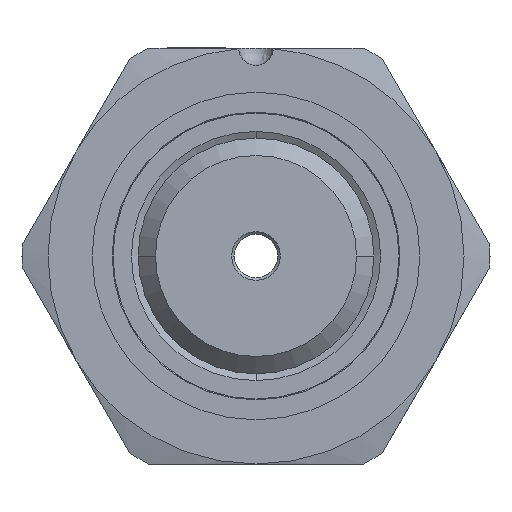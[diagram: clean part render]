
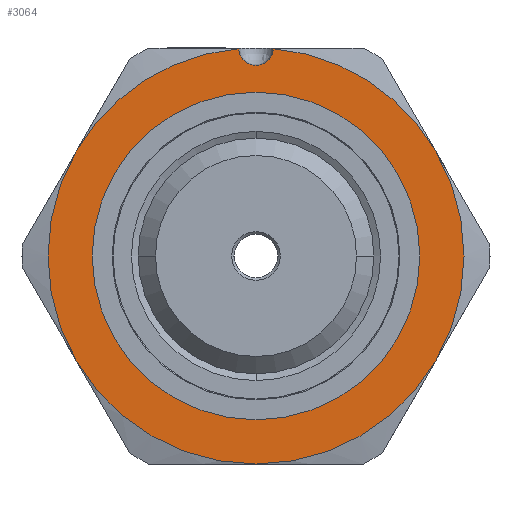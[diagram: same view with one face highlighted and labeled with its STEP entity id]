
A CAD part, front view. The second image highlights one B-rep face of the part: STEP entity #3064.
In plain terms, the highlighted planar face has unit normal (0, -1, 0).
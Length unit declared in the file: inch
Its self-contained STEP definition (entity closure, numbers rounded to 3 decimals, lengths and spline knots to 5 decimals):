
#60 = DIRECTION ( 'NONE',  ( 0., 0., 1. ) ) ;
#124 = CARTESIAN_POINT ( 'NONE',  ( 0., 0.55118, 0. ) ) ;
#362 = EDGE_CURVE ( 'NONE', #2673, #5951, #5158, .T. ) ;
#485 = CARTESIAN_POINT ( 'NONE',  ( 0.37205, 0.55118, 0. ) ) ;
#544 = ORIENTED_EDGE ( 'NONE', *, *, #4050, .F. ) ;
#559 = EDGE_CURVE ( 'NONE', #5951, #2673, #5231, .T. ) ;
#614 = DIRECTION ( 'NONE',  ( 0., 1., 0. ) ) ;
#646 = CARTESIAN_POINT ( 'NONE',  ( 0., 0.55118, 0. ) ) ;
#659 = DIRECTION ( 'NONE',  ( 0., 0., 1. ) ) ;
#722 = FACE_OUTER_BOUND ( 'NONE', #1746, .T. ) ;
#726 = CARTESIAN_POINT ( 'NONE',  ( 0.03934, 0.55118, 0.4708 ) ) ;
#847 = DIRECTION ( 'NONE',  ( 0., 1., 0. ) ) ;
#940 = ORIENTED_EDGE ( 'NONE', *, *, #5290, .F. ) ;
#948 = CARTESIAN_POINT ( 'NONE',  ( 0., 0.55118, 0.47244 ) ) ;
#961 = CIRCLE ( 'NONE', #4609, 0.47244 ) ;
#1074 = CIRCLE ( 'NONE', #3199, 0.03937 ) ;
#1108 = CIRCLE ( 'NONE', #2536, 0.47244 ) ;
#1167 = DIRECTION ( 'NONE',  ( -1., 0., 0. ) ) ;
#1214 = ORIENTED_EDGE ( 'NONE', *, *, #6189, .F. ) ;
#1259 = CARTESIAN_POINT ( 'NONE',  ( -0.40915, 0.55118, 0.23622 ) ) ;
#1357 = ORIENTED_EDGE ( 'NONE', *, *, #362, .F. ) ;
#1380 = CIRCLE ( 'NONE', #1934, 0.47244 ) ;
#1461 = DIRECTION ( 'NONE',  ( 0., 0., 1. ) ) ;
#1620 = EDGE_CURVE ( 'NONE', #6077, #4024, #1074, .T. ) ;
#1746 = EDGE_LOOP ( 'NONE', ( #6152, #1214, #940, #2757, #544, #5110, #4640 ) ) ;
#1838 = DIRECTION ( 'NONE',  ( 0., 0., 1. ) ) ;
#1928 = DIRECTION ( 'NONE',  ( 0., -1., 0. ) ) ;
#1934 = AXIS2_PLACEMENT_3D ( 'NONE', #3981, #847, #4501 ) ;
#1991 = CARTESIAN_POINT ( 'NONE',  ( -0.37205, 0.55118, 0. ) ) ;
#1993 = AXIS2_PLACEMENT_3D ( 'NONE', #646, #4304, #1167 ) ;
#2072 = DIRECTION ( 'NONE',  ( 0., 1., 0. ) ) ;
#2111 = ORIENTED_EDGE ( 'NONE', *, *, #559, .F. ) ;
#2264 = EDGE_CURVE ( 'NONE', #5394, #3745, #6665, .T. ) ;
#2274 = AXIS2_PLACEMENT_3D ( 'NONE', #2817, #6498, #3343 ) ;
#2536 = AXIS2_PLACEMENT_3D ( 'NONE', #5193, #2072, #5736 ) ;
#2571 = VERTEX_POINT ( 'NONE', #6090 ) ;
#2646 = CARTESIAN_POINT ( 'NONE',  ( 0.40915, 0.55118, -0.23622 ) ) ;
#2673 = VERTEX_POINT ( 'NONE', #1991 ) ;
#2757 = ORIENTED_EDGE ( 'NONE', *, *, #2264, .F. ) ;
#2785 = AXIS2_PLACEMENT_3D ( 'NONE', #6003, #4969, #1838 ) ;
#2817 = CARTESIAN_POINT ( 'NONE',  ( 0., 0.55118, 0. ) ) ;
#3033 = VERTEX_POINT ( 'NONE', #4391 ) ;
#3037 = VERTEX_POINT ( 'NONE', #1259 ) ;
#3064 = ADVANCED_FACE ( 'NONE', ( #6461, #722 ), #4449, .F. ) ;
#3187 = DIRECTION ( 'NONE',  ( 0., 1., 0. ) ) ;
#3199 = AXIS2_PLACEMENT_3D ( 'NONE', #948, #4595, #1461 ) ;
#3225 = AXIS2_PLACEMENT_3D ( 'NONE', #5056, #1928, #5599 ) ;
#3226 = CIRCLE ( 'NONE', #3796, 0.47244 ) ;
#3343 = DIRECTION ( 'NONE',  ( 0., 0., 1. ) ) ;
#3424 = CARTESIAN_POINT ( 'NONE',  ( 0., 0.55118, -0.47244 ) ) ;
#3726 = CARTESIAN_POINT ( 'NONE',  ( -0.03934, 0.55118, 0.4708 ) ) ;
#3745 = VERTEX_POINT ( 'NONE', #3424 ) ;
#3756 = CARTESIAN_POINT ( 'NONE',  ( 0., 0.55118, 0. ) ) ;
#3796 = AXIS2_PLACEMENT_3D ( 'NONE', #3756, #614, #4278 ) ;
#3798 = DIRECTION ( 'NONE',  ( 0., 1., 0. ) ) ;
#3981 = CARTESIAN_POINT ( 'NONE',  ( 0., 0.55118, 0. ) ) ;
#4024 = VERTEX_POINT ( 'NONE', #726 ) ;
#4050 = EDGE_CURVE ( 'NONE', #2571, #5394, #5746, .T. ) ;
#4237 = AXIS2_PLACEMENT_3D ( 'NONE', #6347, #3187, #60 ) ;
#4278 = DIRECTION ( 'NONE',  ( 0., 0., 1. ) ) ;
#4304 = DIRECTION ( 'NONE',  ( 0., -1., 0. ) ) ;
#4391 = CARTESIAN_POINT ( 'NONE',  ( -0.40915, 0.55118, -0.23622 ) ) ;
#4449 = PLANE ( 'NONE',  #2785 ) ;
#4501 = DIRECTION ( 'NONE',  ( 0., 0., 1. ) ) ;
#4595 = DIRECTION ( 'NONE',  ( 0., -1., 0. ) ) ;
#4609 = AXIS2_PLACEMENT_3D ( 'NONE', #124, #3798, #659 ) ;
#4640 = ORIENTED_EDGE ( 'NONE', *, *, #1620, .F. ) ;
#4767 = EDGE_LOOP ( 'NONE', ( #1357, #2111 ) ) ;
#4969 = DIRECTION ( 'NONE',  ( 0., 1., 0. ) ) ;
#5056 = CARTESIAN_POINT ( 'NONE',  ( 0., 0.55118, 0. ) ) ;
#5110 = ORIENTED_EDGE ( 'NONE', *, *, #5477, .F. ) ;
#5158 = CIRCLE ( 'NONE', #1993, 0.37205 ) ;
#5193 = CARTESIAN_POINT ( 'NONE',  ( 0., 0.55118, 0. ) ) ;
#5231 = CIRCLE ( 'NONE', #3225, 0.37205 ) ;
#5290 = EDGE_CURVE ( 'NONE', #3745, #3033, #1108, .T. ) ;
#5394 = VERTEX_POINT ( 'NONE', #2646 ) ;
#5477 = EDGE_CURVE ( 'NONE', #4024, #2571, #3226, .T. ) ;
#5599 = DIRECTION ( 'NONE',  ( -1., 0., 0. ) ) ;
#5669 = EDGE_CURVE ( 'NONE', #3037, #6077, #1380, .T. ) ;
#5736 = DIRECTION ( 'NONE',  ( 0., 0., 1. ) ) ;
#5746 = CIRCLE ( 'NONE', #2274, 0.47244 ) ;
#5951 = VERTEX_POINT ( 'NONE', #485 ) ;
#6003 = CARTESIAN_POINT ( 'NONE',  ( 0.03937, 0.55118, 0. ) ) ;
#6077 = VERTEX_POINT ( 'NONE', #3726 ) ;
#6090 = CARTESIAN_POINT ( 'NONE',  ( 0.40915, 0.55118, 0.23622 ) ) ;
#6152 = ORIENTED_EDGE ( 'NONE', *, *, #5669, .F. ) ;
#6189 = EDGE_CURVE ( 'NONE', #3033, #3037, #961, .T. ) ;
#6347 = CARTESIAN_POINT ( 'NONE',  ( 0., 0.55118, 0. ) ) ;
#6461 = FACE_BOUND ( 'NONE', #4767, .T. ) ;
#6498 = DIRECTION ( 'NONE',  ( 0., 1., 0. ) ) ;
#6665 = CIRCLE ( 'NONE', #4237, 0.47244 ) ;
